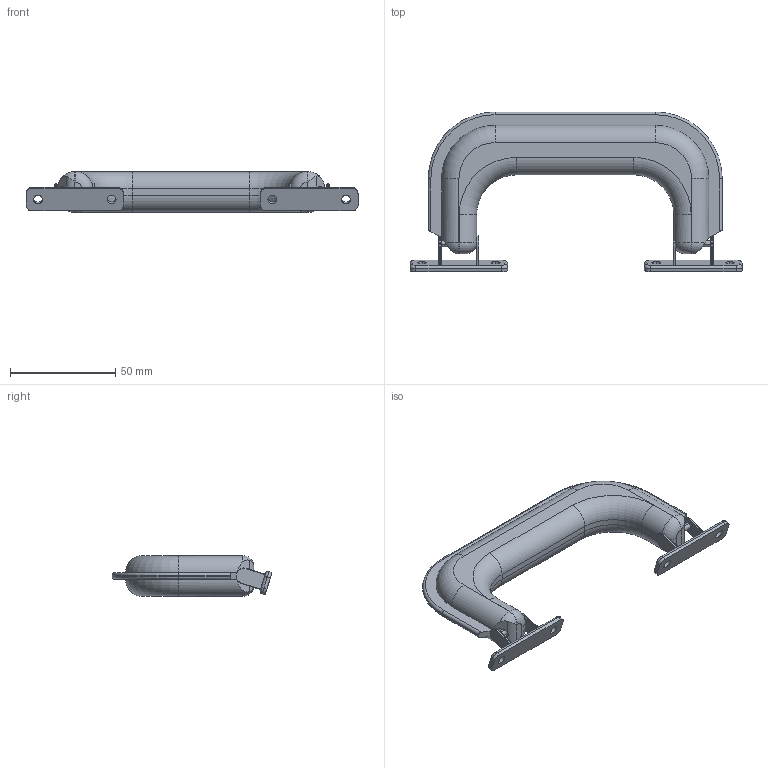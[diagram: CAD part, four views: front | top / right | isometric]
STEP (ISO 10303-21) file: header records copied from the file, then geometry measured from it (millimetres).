
FILE_DESCRIPTION (( 'STEP AP214' ), '1' );
FILE_NAME ('12535A25.STEP', '2016-08-30T05:42:05', ( 'Michael' ), ( '' ), 'SwSTEP 2.0', 'SolidWorks 2014', '' );
FILE_SCHEMA (( 'AUTOMOTIVE_DESIGN' ));
Length unit declared in the file: inch
Products named in the file (6): foot; Handle; 12535A25
Assembly tree (3 placements, depth 2):
  foot
  foot
  Handle
  12535A25
    Handle
    foot  x2
Bounding box: 157.73 x 76.01 x 19.43 mm (x, y, z)
Volume: 74642.5 mm3; surface area: 19780.1 mm2
Topology: 3 solids, 3 shells, 174 faces, 436 edges, 268 vertices
Faces by surface type: cylinder 86, plane 44, torus 44
Entity records: 4055 total; most frequent: CARTESIAN_POINT 907, DIRECTION 670, ORIENTED_EDGE 624, EDGE_CURVE 312, AXIS2_PLACEMENT_3D 271, VERTEX_POINT 192, CIRCLE 142, EDGE_LOOP 130
